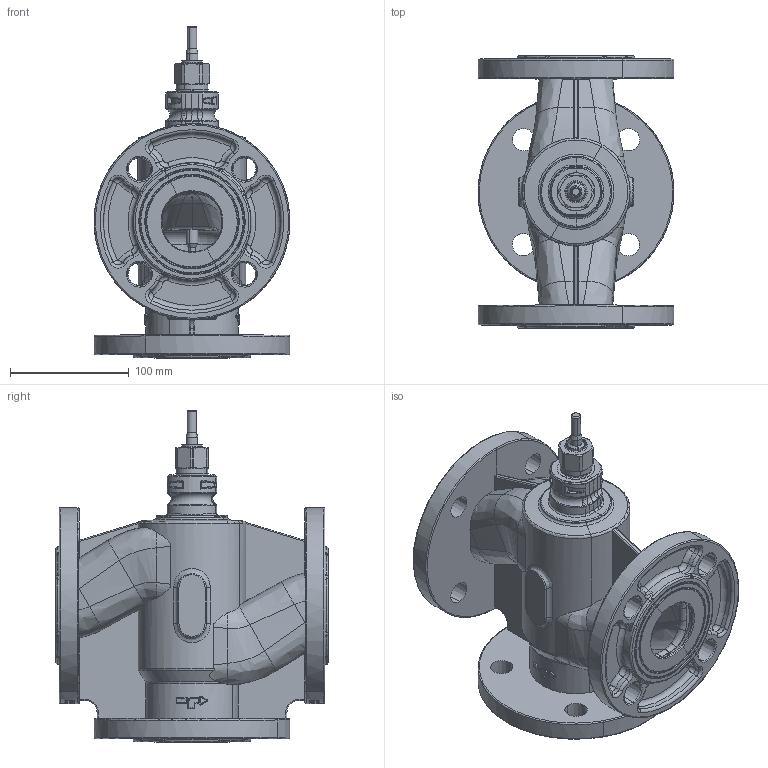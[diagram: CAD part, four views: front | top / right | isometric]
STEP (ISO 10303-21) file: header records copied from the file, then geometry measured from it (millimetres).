
FILE_DESCRIPTION(('CATIA V5 STEP Exchange'),'2;1');
FILE_NAME('VLA335 DN50.stp','2014-08-07T12:48:51+00:00',('none'),('none'),'CATIA Version 5 Release 20 SP 6 (IN-10)','CATIA V5 STEP AP214','none');
FILE_SCHEMA(('AUTOMOTIVE_DESIGN { 1 0 10303 214 1 1 1 1 }'));
Products named in the file (10): 6212s8; 6027; 954-1367s1; 953-1008; 954-1363; 954-1362; fett; 954-1388; 6033; 954-1357
Assembly tree (11 placements, depth 3):
  6212s8
    6027
    954-1367s1
      953-1008
      954-1363  x2
      954-1362  x2
      fett
      954-1388
    6033
    954-1357
Bounding box: 164.95 x 229.98 x 279.62 mm (x, y, z)
Volume: 1301128.6 mm3; surface area: 372566.3 mm2
Topology: 10 solids, 10 shells, 1762 faces, 4138 edges, 2353 vertices
Faces by surface type: bspline 581, torus 438, cylinder 303, cone 210, plane 152, sphere 50, extrusion 28
Entity records: 81387 total; most frequent: CARTESIAN_POINT 48526, ORIENTED_EDGE 8078, DIRECTION 4096, EDGE_CURVE 4039, AXIS2_PLACEMENT_3D 2475, VERTEX_POINT 2332, B_SPLINE_CURVE_WITH_KNOTS 1843, EDGE_LOOP 1803
